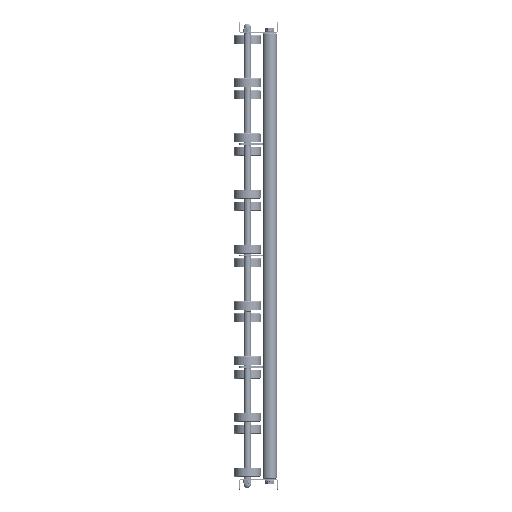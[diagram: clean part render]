
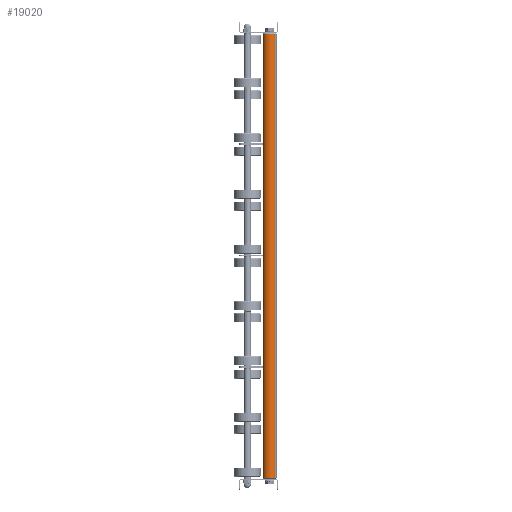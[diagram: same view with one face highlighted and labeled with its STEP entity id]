
A CAD part, left-side view. The second image highlights one B-rep face of the part: STEP entity #19020.
In plain terms, the highlighted cylindrical face has radius 12.5 mm (diameter 25 mm), a partial arc.
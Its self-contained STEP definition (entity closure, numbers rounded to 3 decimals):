
#373 = CARTESIAN_POINT ( 'NONE',  ( 799., 0., -12.5 ) ) ;
#435 = CARTESIAN_POINT ( 'NONE',  ( 1., 0., -12.5 ) ) ;
#881 = CARTESIAN_POINT ( 'NONE',  ( 1., 0., 12.5 ) ) ;
#962 = CARTESIAN_POINT ( 'NONE',  ( 800., 0., 12.5 ) ) ;
#1239 = CARTESIAN_POINT ( 'NONE',  ( 800., 0., 0. ) ) ;
#3206 = CIRCLE ( 'NONE', #8068, 12.5 ) ;
#6394 = CARTESIAN_POINT ( 'NONE',  ( 799., 0., 0. ) ) ;
#7294 = LINE ( 'NONE', #10135, #17072 ) ;
#7871 = ORIENTED_EDGE ( 'NONE', *, *, #23984, .T. ) ;
#8068 = AXIS2_PLACEMENT_3D ( 'NONE', #15178, #12693, #24236 ) ;
#10135 = CARTESIAN_POINT ( 'NONE',  ( 800., 0., -12.5 ) ) ;
#10223 = EDGE_LOOP ( 'NONE', ( #32590, #7871, #16938, #16294 ) ) ;
#12485 = AXIS2_PLACEMENT_3D ( 'NONE', #1239, #26807, #21149 ) ;
#12693 = DIRECTION ( 'NONE',  ( 1., 0., 0. ) ) ;
#14750 = DIRECTION ( 'NONE',  ( -1., 0., 0. ) ) ;
#14823 = LINE ( 'NONE', #962, #35499 ) ;
#15178 = CARTESIAN_POINT ( 'NONE',  ( 1., 0., 0. ) ) ;
#16294 = ORIENTED_EDGE ( 'NONE', *, *, #33111, .T. ) ;
#16938 = ORIENTED_EDGE ( 'NONE', *, *, #19363, .T. ) ;
#17072 = VECTOR ( 'NONE', #21883, 1000. ) ;
#17402 = DIRECTION ( 'NONE',  ( 0., 0., -1. ) ) ;
#18493 = FACE_OUTER_BOUND ( 'NONE', #10223, .T. ) ;
#18699 = VERTEX_POINT ( 'NONE', #373 ) ;
#19020 = ADVANCED_FACE ( 'NONE', ( #18493 ), #24162, .T. ) ;
#19363 = EDGE_CURVE ( 'NONE', #21583, #27400, #14823, .T. ) ;
#20136 = AXIS2_PLACEMENT_3D ( 'NONE', #6394, #14750, #17402 ) ;
#21149 = DIRECTION ( 'NONE',  ( 0., 0., 1. ) ) ;
#21583 = VERTEX_POINT ( 'NONE', #35865 ) ;
#21883 = DIRECTION ( 'NONE',  ( -1., 0., 0. ) ) ;
#23984 = EDGE_CURVE ( 'NONE', #18699, #21583, #26746, .T. ) ;
#24162 = CYLINDRICAL_SURFACE ( 'NONE', #12485, 12.5 ) ;
#24236 = DIRECTION ( 'NONE',  ( 0., 0., -1. ) ) ;
#25672 = DIRECTION ( 'NONE',  ( -1., 0., 0. ) ) ;
#26746 = CIRCLE ( 'NONE', #20136, 12.5 ) ;
#26807 = DIRECTION ( 'NONE',  ( -1., 0., 0. ) ) ;
#27400 = VERTEX_POINT ( 'NONE', #881 ) ;
#29798 = VERTEX_POINT ( 'NONE', #435 ) ;
#32360 = EDGE_CURVE ( 'NONE', #18699, #29798, #7294, .T. ) ;
#32590 = ORIENTED_EDGE ( 'NONE', *, *, #32360, .F. ) ;
#33111 = EDGE_CURVE ( 'NONE', #27400, #29798, #3206, .T. ) ;
#35499 = VECTOR ( 'NONE', #25672, 1000. ) ;
#35865 = CARTESIAN_POINT ( 'NONE',  ( 799., 0., 12.5 ) ) ;
